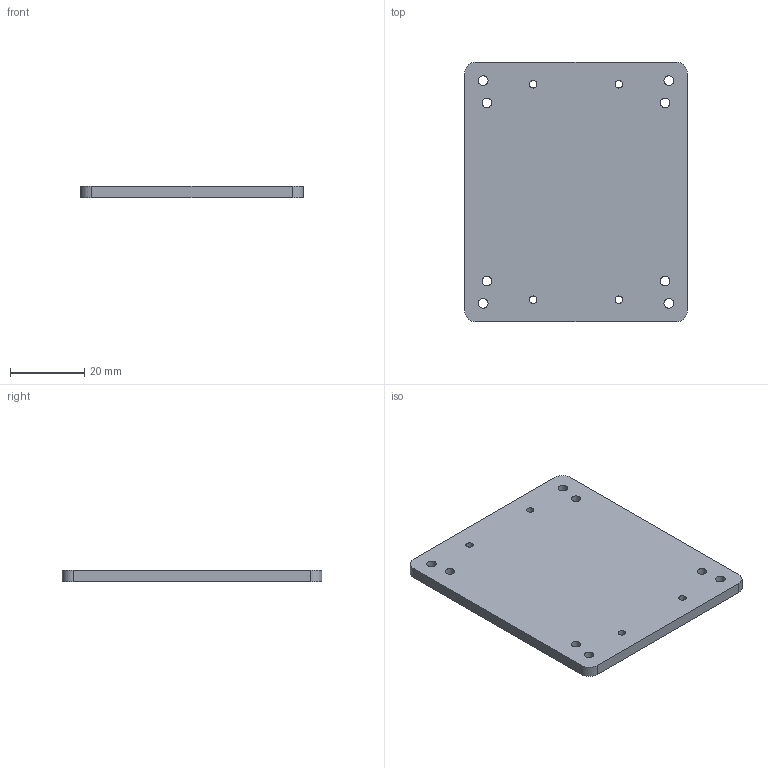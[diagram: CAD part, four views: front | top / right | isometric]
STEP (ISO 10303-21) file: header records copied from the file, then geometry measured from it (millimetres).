
FILE_DESCRIPTION(/* description */ (''),/* implementation_level */ '2;1');
FILE_NAME(/* name */ 'ThirdPlate.stp',/* time_stamp */ '2024-03-09T16:48:50+09:00',/* author */ ('Hanaoka'),/* organization */ (''),/* preprocessor_version */ 'ST-DEVELOPER v20',/* originating_system */ 'Autodesk Inventor 2024',/* authorisation */ '');
FILE_SCHEMA (('AUTOMOTIVE_DESIGN { 1 0 10303 214 3 1 1 }'));
Length unit declared in the file: millimetre
Products named in the file (1): ThirdPlate
Bounding box: 60 x 70 x 3 mm (x, y, z)
Volume: 12411.7 mm3; surface area: 9310.4 mm2
Topology: 1 solids, 1 shells, 22 faces, 80 edges, 68 vertices
Faces by surface type: cylinder 16, plane 6
Full cylindrical faces by diameter (mm): 2 x4, 2.6 x8
Entity records: 941 total; most frequent: DIRECTION 170, CARTESIAN_POINT 155, ORIENTED_EDGE 120, AXIS2_PLACEMENT_3D 71, EDGE_CURVE 60, CIRCLE 48, EDGE_LOOP 46, VERTEX_POINT 40
